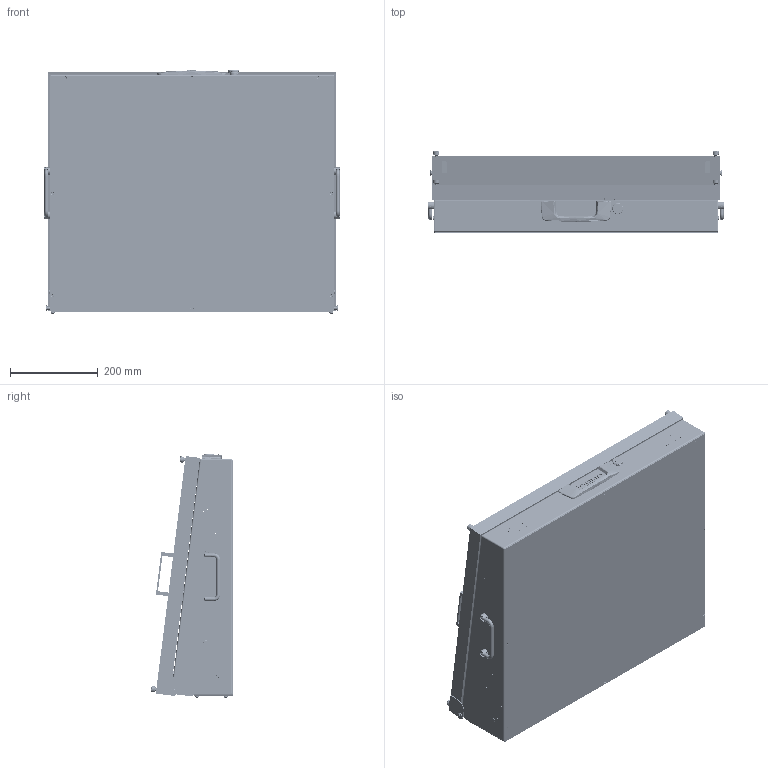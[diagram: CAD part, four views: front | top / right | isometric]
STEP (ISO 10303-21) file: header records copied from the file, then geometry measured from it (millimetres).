
FILE_DESCRIPTION (( 'STEP AP214' ), '1' );
FILE_NAME ('INGUN_114635.STEP', '2025-07-11T08:53:48', ( '' ), ( '' ), 'SwSTEP 2.0', 'SolidWorks 2023', '' );
FILE_SCHEMA (( 'AUTOMOTIVE_DESIGN' ));
Length unit declared in the file: millimetre
Products named in the file (68): DIN7991~n_M04,0x012; DIN912~n_M04,0x016; 1607~1; DIN125~n_04,3 M04,0; 5332~0; 107216_einteilig~2_KUNDE<S>; 114196_001~0; 42751~1_S; 116284~0_S; 32171~1_S; 116283~0_S; 2196~7; DIN125~n_05,3 M05,0 Fase; DIN7~n_04,0m6x006; DIN985-A2~n_M04,0; DIN934~n_M04,0 A2; 11683~0; 8078_2~0; 114364~0_S; 116281~0_S; 114196_002~0; Gewindebuchse~n_M04-05,0 geschlossen; ISO7380~n_M04,0x012; 112992~2_S; 112026~0_Mitte<S>; 113757~6_KUNDE<S>; 113758~2_S; INFO_4562~3_Typenschild 1010; 49317~0; 115768~1_S; 19420~3; 113713~0_S; 112024~0_S; 8078~0_flexibel <Standard>; 107216~2_KUNDE<S>; 113786~5_S; 8078_1~0; ASR~asr_Øi05,2x03xØa10; 114196_004~0_S; 113787~3_S ...
Assembly tree (141 placements, depth 5):
  INGUN_114635
    113786~5_S
      113787~3_S
      32171~1_S
      112024~0_S
      112025~4_S
      DIN125~n_04,3 M04,0
      DIN985-A2~n_M04,0
      DIN912~n_M04,0x016
      112026~0_Mitte<S>
      112992~2_S  x2
      49317~0  x2
      ISO7380~n_M03,0x005
      114196~0  x2
        114196_001~0
        114196_002~0
        114196_003~0
        114196_004~0_S
      114364~0_S
      DIN934~n_M04,0 A2
      116832~0_S
        116542~2_S
        DIN913~n_M03,0x06
        114364~0_S
    113757~6_KUNDE<S>
      115768~1_S
        113758~2_S
        Gewindebuchse~n_M04-07,5 offen  x4
        Gewindebuchse~n_M04-05,0 geschlossen  x7
      113759~2_S
      113760~4_S
      107216~2_KUNDE<S>
        107216_einteilig~2_KUNDE<S>
      105791~0  x4
      ASR~asr_Øi05,2x03xØa10  x12
      112838~2_S  x4
      116128~1_S  x2
      116281~0_S  x2
        116282~0_S
          116283~0_S
          DIN125~n_05,3 M05,0 Fase
          116284~0_S
        49317~0
        ISO7380~n_M04,0x006
      DIN7~n_04,0m6x006  x2
      42751~1_S
      1607~1  x2
      ISO7380~n_M04,0x012  x4
      19420~3
      11657~0
      11655~0
      11683~0
      ISO7380~n_M03,0x006  x8
      DIN985-A2~n_M04,0  x2
      DIN_6799_-_A2~n_d 5  x4
      2196~7  x2
      DIN7991~n_M04,0x012  x2
      2229~6  x2
      5332~0  x2
      INFO_4562~3_Typenschild 1010
Bounding box: 674 x 187.54 x 555.1 mm (x, y, z)
Volume: 7545272.6 mm3; surface area: 3381950.8 mm2
Topology: 142 solids, 142 shells, 8365 faces, 19842 edges, 12117 vertices
Faces by surface type: plane 3068, cylinder 2396, bspline 2381, cone 352, torus 150, sphere 18
Entity records: 224593 total; most frequent: CARTESIAN_POINT 120040, ORIENTED_EDGE 24120, DIRECTION 15345, EDGE_CURVE 12060, VERTEX_POINT 7176, AXIS2_PLACEMENT_3D 5701, EDGE_LOOP 5696, ADVANCED_FACE 5187
